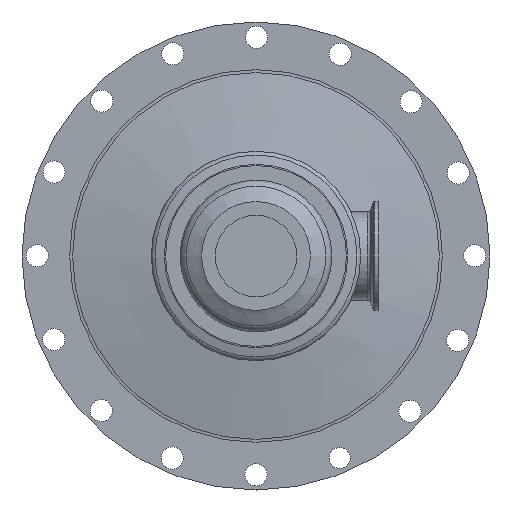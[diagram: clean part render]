
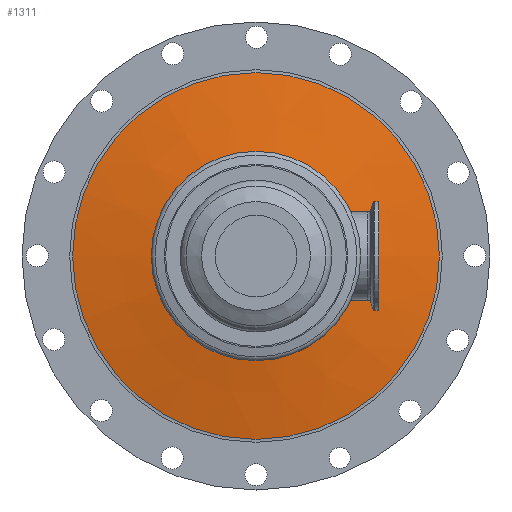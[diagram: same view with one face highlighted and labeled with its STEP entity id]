
A CAD part, front view. The second image highlights one B-rep face of the part: STEP entity #1311.
In plain terms, the highlighted conical face has half-angle 80 degrees and reference radius 81.257 mm.
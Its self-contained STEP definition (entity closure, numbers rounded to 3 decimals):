
#97=CONICAL_SURFACE('',#1497,81.257,1.396);
#152=FACE_OUTER_BOUND('',#261,.T.);
#261=EDGE_LOOP('',(#1091,#1092,#1093,#1094,#1095,#1096));
#320=LINE('',#2400,#365);
#365=VECTOR('',#1885,81.257);
#384=CIRCLE('',#1370,107.751);
#385=CIRCLE('',#1371,107.751);
#469=CIRCLE('',#1498,54.764);
#470=CIRCLE('',#1499,54.764);
#527=VERTEX_POINT('',#2071);
#528=VERTEX_POINT('',#2073);
#609=VERTEX_POINT('',#2396);
#610=VERTEX_POINT('',#2397);
#660=EDGE_CURVE('',#528,#527,#384,.T.);
#661=EDGE_CURVE('',#527,#528,#385,.T.);
#780=EDGE_CURVE('',#609,#610,#469,.T.);
#781=EDGE_CURVE('',#610,#609,#470,.T.);
#782=EDGE_CURVE('',#610,#528,#320,.T.);
#1091=ORIENTED_EDGE('',*,*,#780,.F.);
#1092=ORIENTED_EDGE('',*,*,#781,.F.);
#1093=ORIENTED_EDGE('',*,*,#782,.T.);
#1094=ORIENTED_EDGE('',*,*,#660,.T.);
#1095=ORIENTED_EDGE('',*,*,#661,.T.);
#1096=ORIENTED_EDGE('',*,*,#782,.F.);
#1311=ADVANCED_FACE('',(#152),#97,.T.);
#1370=AXIS2_PLACEMENT_3D('',#2074,#1597,#1598);
#1371=AXIS2_PLACEMENT_3D('',#2075,#1599,#1600);
#1497=AXIS2_PLACEMENT_3D('',#2395,#1879,#1880);
#1498=AXIS2_PLACEMENT_3D('',#2398,#1881,#1882);
#1499=AXIS2_PLACEMENT_3D('',#2399,#1883,#1884);
#1597=DIRECTION('center_axis',(0.,-1.,0.));
#1598=DIRECTION('ref_axis',(1.,0.,0.));
#1599=DIRECTION('center_axis',(0.,-1.,0.));
#1600=DIRECTION('ref_axis',(1.,0.,0.));
#1879=DIRECTION('center_axis',(0.,1.,0.));
#1880=DIRECTION('ref_axis',(-1.,0.,0.));
#1881=DIRECTION('center_axis',(0.,-1.,0.));
#1882=DIRECTION('ref_axis',(1.,0.,0.));
#1883=DIRECTION('center_axis',(0.,-1.,0.));
#1884=DIRECTION('ref_axis',(1.,0.,0.));
#1885=DIRECTION('',(0.985,0.174,0.));
#2071=CARTESIAN_POINT('',(0.004,227.848,107.751));
#2073=CARTESIAN_POINT('',(107.755,227.848,0.));
#2074=CARTESIAN_POINT('Origin',(0.004,227.848,0.));
#2075=CARTESIAN_POINT('Origin',(0.004,227.848,0.));
#2395=CARTESIAN_POINT('Origin',(0.004,223.177,0.));
#2396=CARTESIAN_POINT('',(0.004,218.505,54.764));
#2397=CARTESIAN_POINT('',(54.768,218.505,0.));
#2398=CARTESIAN_POINT('Origin',(0.004,218.505,0.));
#2399=CARTESIAN_POINT('Origin',(0.004,218.505,0.));
#2400=CARTESIAN_POINT('',(81.262,223.177,0.));
